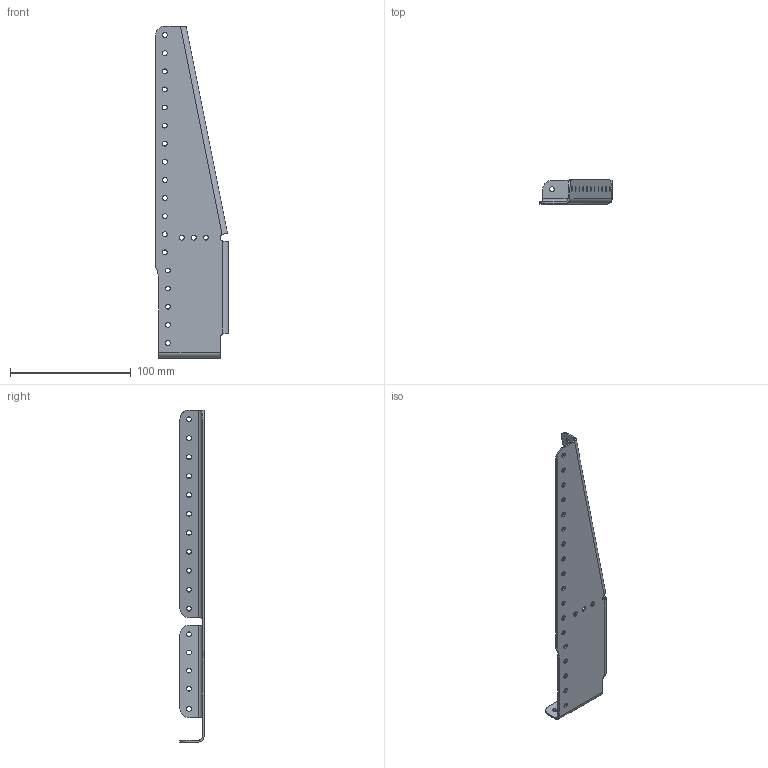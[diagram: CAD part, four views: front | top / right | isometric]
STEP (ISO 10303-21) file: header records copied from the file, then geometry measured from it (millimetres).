
FILE_DESCRIPTION(/* description */ (''),/* implementation_level */ '2;1');
FILE_NAME(/* name */ 'Val11.stp',/* time_stamp */ '2020-12-28T16:27:24-05:00',/* author */ ('Morty'),/* organization */ (''),/* preprocessor_version */ 'ST-DEVELOPER v18.1',/* originating_system */ 'Autodesk Inventor 2021',/* authorisation */ '');
FILE_SCHEMA (('AUTOMOTIVE_DESIGN { 1 0 10303 214 3 1 1 }'));
Length unit declared in the file: millimetre
Products named in the file (1): Val11
Bounding box: 60 x 20 x 275 mm (x, y, z)
Volume: 26437 mm3; surface area: 37088.4 mm2
Topology: 1 solids, 1 shells, 74 faces, 216 edges, 144 vertices
Faces by surface type: cylinder 56, plane 18
Full cylindrical faces by diameter (mm): 4 x40
Entity records: 2725 total; most frequent: DIRECTION 472, CARTESIAN_POINT 459, ORIENTED_EDGE 432, EDGE_CURVE 216, AXIS2_PLACEMENT_3D 187, EDGE_LOOP 154, VERTEX_POINT 144, CIRCLE 108
